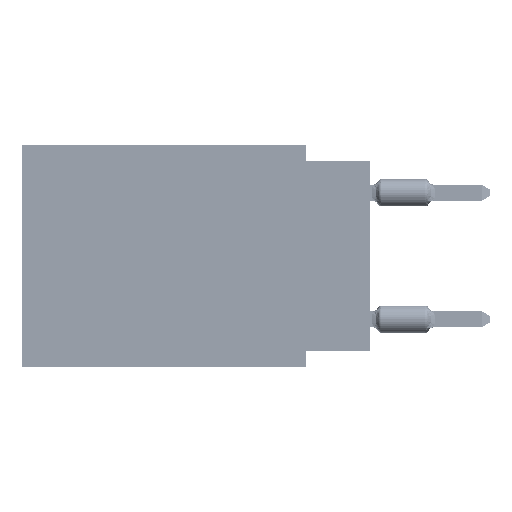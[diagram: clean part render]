
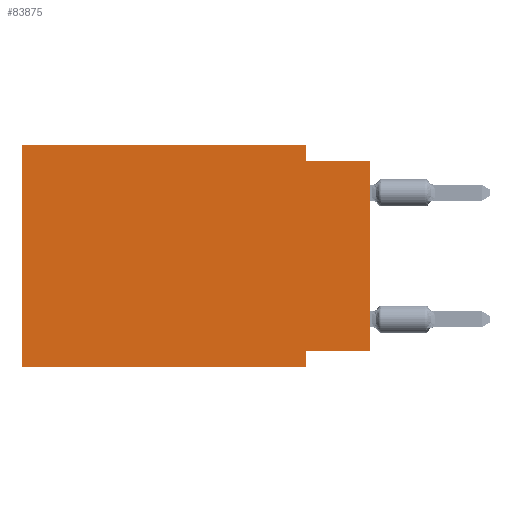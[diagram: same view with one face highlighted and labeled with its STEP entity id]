
A CAD part, left-side view. The second image highlights one B-rep face of the part: STEP entity #83875.
In plain terms, the highlighted planar face has unit normal (-1, 0, 0).
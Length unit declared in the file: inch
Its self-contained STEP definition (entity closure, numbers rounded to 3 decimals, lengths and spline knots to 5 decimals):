
#944 = VECTOR ( 'NONE', #17664, 39.37008 ) ;
#1499 = EDGE_CURVE ( 'NONE', #60342, #9522, #55609, .T. ) ;
#5212 = VECTOR ( 'NONE', #89203, 39.37008 ) ;
#8427 = CARTESIAN_POINT ( 'NONE',  ( 0., 0.55, 0. ) ) ;
#9431 = LINE ( 'NONE', #18655, #5212 ) ;
#9522 = VERTEX_POINT ( 'NONE', #63020 ) ;
#12010 = LINE ( 'NONE', #20106, #15456 ) ;
#13976 = DIRECTION ( 'NONE',  ( 0., 0., -1. ) ) ;
#14786 = EDGE_CURVE ( 'NONE', #72261, #18519, #64414, .T. ) ;
#15456 = VECTOR ( 'NONE', #21836, 39.37008 ) ;
#16905 = VERTEX_POINT ( 'NONE', #46282 ) ;
#17664 = DIRECTION ( 'NONE',  ( 0., -1., 0. ) ) ;
#17990 = DIRECTION ( 'NONE',  ( 0., 0., -1. ) ) ;
#18219 = VECTOR ( 'NONE', #13976, 39.37008 ) ;
#18519 = VERTEX_POINT ( 'NONE', #104969 ) ;
#18655 = CARTESIAN_POINT ( 'NONE',  ( 0., 0., -0.325 ) ) ;
#19757 = EDGE_CURVE ( 'NONE', #16905, #72261, #77832, .T. ) ;
#20106 = CARTESIAN_POINT ( 'NONE',  ( 0., 0., -0.025 ) ) ;
#21836 = DIRECTION ( 'NONE',  ( 0., -1., 0. ) ) ;
#22610 = CARTESIAN_POINT ( 'NONE',  ( 0., 0.55, -0.35 ) ) ;
#28304 = LINE ( 'NONE', #53177, #37606 ) ;
#28501 = EDGE_CURVE ( 'NONE', #60342, #16905, #32596, .T. ) ;
#28868 = DIRECTION ( 'NONE',  ( 0., 0., 1. ) ) ;
#31312 = DIRECTION ( 'NONE',  ( 0., -1., 0. ) ) ;
#32596 = LINE ( 'NONE', #102521, #100904 ) ;
#37179 = ORIENTED_EDGE ( 'NONE', *, *, #91891, .F. ) ;
#37606 = VECTOR ( 'NONE', #28868, 39.37008 ) ;
#37914 = EDGE_CURVE ( 'NONE', #54285, #89895, #28304, .T. ) ;
#41703 = ORIENTED_EDGE ( 'NONE', *, *, #1499, .T. ) ;
#45225 = ORIENTED_EDGE ( 'NONE', *, *, #14786, .F. ) ;
#45955 = DIRECTION ( 'NONE',  ( 0., 0., -1. ) ) ;
#46282 = CARTESIAN_POINT ( 'NONE',  ( 0., 0.55, 0. ) ) ;
#48321 = VECTOR ( 'NONE', #45955, 39.37008 ) ;
#50762 = CARTESIAN_POINT ( 'NONE',  ( 0., 0., -0.325 ) ) ;
#52243 = ORIENTED_EDGE ( 'NONE', *, *, #111206, .F. ) ;
#53177 = CARTESIAN_POINT ( 'NONE',  ( 0., 0., 0. ) ) ;
#54285 = VERTEX_POINT ( 'NONE', #50762 ) ;
#55609 = LINE ( 'NONE', #22610, #114097 ) ;
#56526 = ORIENTED_EDGE ( 'NONE', *, *, #19757, .F. ) ;
#57887 = ORIENTED_EDGE ( 'NONE', *, *, #37914, .T. ) ;
#58591 = DIRECTION ( 'NONE',  ( 0., 0., 1. ) ) ;
#60342 = VERTEX_POINT ( 'NONE', #105204 ) ;
#63020 = CARTESIAN_POINT ( 'NONE',  ( 0., 0.1, -0.35 ) ) ;
#64414 = LINE ( 'NONE', #99693, #48321 ) ;
#66514 = AXIS2_PLACEMENT_3D ( 'NONE', #107591, #108150, #17990 ) ;
#69706 = EDGE_LOOP ( 'NONE', ( #57887, #37179, #45225, #56526, #70817, #41703, #93128, #52243 ) ) ;
#70817 = ORIENTED_EDGE ( 'NONE', *, *, #28501, .F. ) ;
#72261 = VERTEX_POINT ( 'NONE', #106773 ) ;
#73802 = EDGE_CURVE ( 'NONE', #87594, #9522, #109986, .T. ) ;
#74739 = CARTESIAN_POINT ( 'NONE',  ( 0., 0.1, -0.35 ) ) ;
#77832 = LINE ( 'NONE', #8427, #944 ) ;
#83875 = ADVANCED_FACE ( 'NONE', ( #98332 ), #107013, .F. ) ;
#85099 = CARTESIAN_POINT ( 'NONE',  ( 0., 0., -0.025 ) ) ;
#87594 = VERTEX_POINT ( 'NONE', #96501 ) ;
#89203 = DIRECTION ( 'NONE',  ( 0., 1., 0. ) ) ;
#89895 = VERTEX_POINT ( 'NONE', #85099 ) ;
#91891 = EDGE_CURVE ( 'NONE', #18519, #89895, #12010, .T. ) ;
#93128 = ORIENTED_EDGE ( 'NONE', *, *, #73802, .F. ) ;
#96501 = CARTESIAN_POINT ( 'NONE',  ( 0., 0.1, -0.325 ) ) ;
#98332 = FACE_OUTER_BOUND ( 'NONE', #69706, .T. ) ;
#99693 = CARTESIAN_POINT ( 'NONE',  ( 0., 0.1, 0. ) ) ;
#100904 = VECTOR ( 'NONE', #58591, 39.37008 ) ;
#102521 = CARTESIAN_POINT ( 'NONE',  ( 0., 0.55, 0. ) ) ;
#104969 = CARTESIAN_POINT ( 'NONE',  ( 0., 0.1, -0.025 ) ) ;
#105204 = CARTESIAN_POINT ( 'NONE',  ( 0., 0.55, -0.35 ) ) ;
#106773 = CARTESIAN_POINT ( 'NONE',  ( 0., 0.1, 0. ) ) ;
#107013 = PLANE ( 'NONE',  #66514 ) ;
#107591 = CARTESIAN_POINT ( 'NONE',  ( 0., 0.55, 0. ) ) ;
#108150 = DIRECTION ( 'NONE',  ( 1., 0., 0. ) ) ;
#109986 = LINE ( 'NONE', #74739, #18219 ) ;
#111206 = EDGE_CURVE ( 'NONE', #54285, #87594, #9431, .T. ) ;
#114097 = VECTOR ( 'NONE', #31312, 39.37008 ) ;
